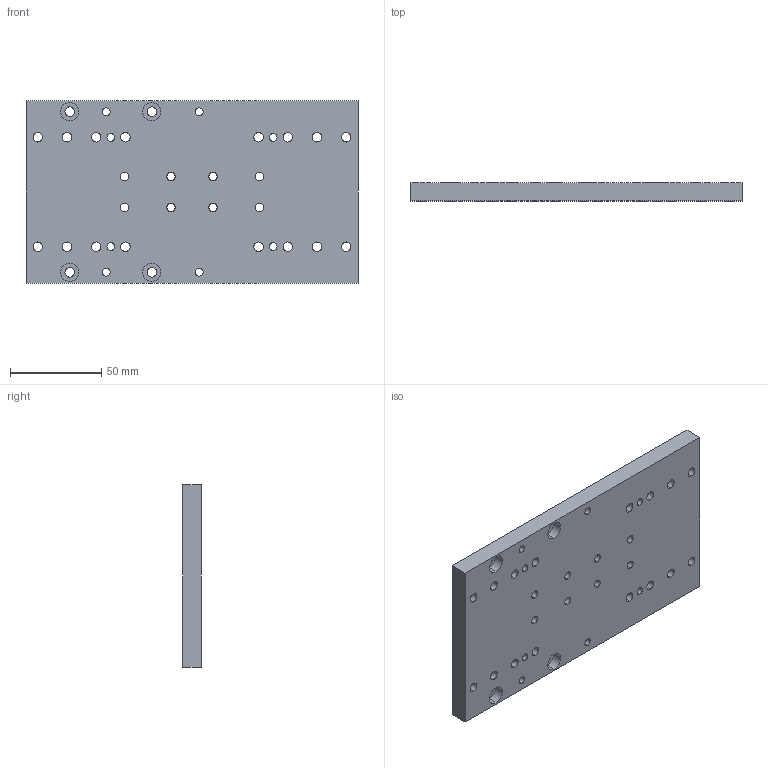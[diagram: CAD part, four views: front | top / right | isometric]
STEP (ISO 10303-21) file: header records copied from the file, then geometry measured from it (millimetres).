
FILE_DESCRIPTION (( 'STEP AP214' ), '1' );
FILE_NAME ('XW-USI-020-Aa-semelle-chariot-X.STEP', '2020-05-25T07:04:04', ( '' ), ( '' ), 'SwSTEP 2.0', 'SolidWorks 2016', '' );
FILE_SCHEMA (( 'AUTOMOTIVE_DESIGN' ));
Length unit declared in the file: millimetre
Products named in the file (1): XW-USI-020-Aa-semelle-chariot-X
Bounding box: 182 x 10 x 100 mm (x, y, z)
Volume: 168325.2 mm3; surface area: 48086.5 mm2
Topology: 1 solids, 1 shells, 162 faces, 396 edges, 264 vertices
Faces by surface type: cylinder 128, plane 34
Entity records: 5336 total; most frequent: DIRECTION 978, CARTESIAN_POINT 823, ORIENTED_EDGE 792, AXIS2_PLACEMENT_3D 419, EDGE_CURVE 396, VERTEX_POINT 264, EDGE_LOOP 262, CIRCLE 256
